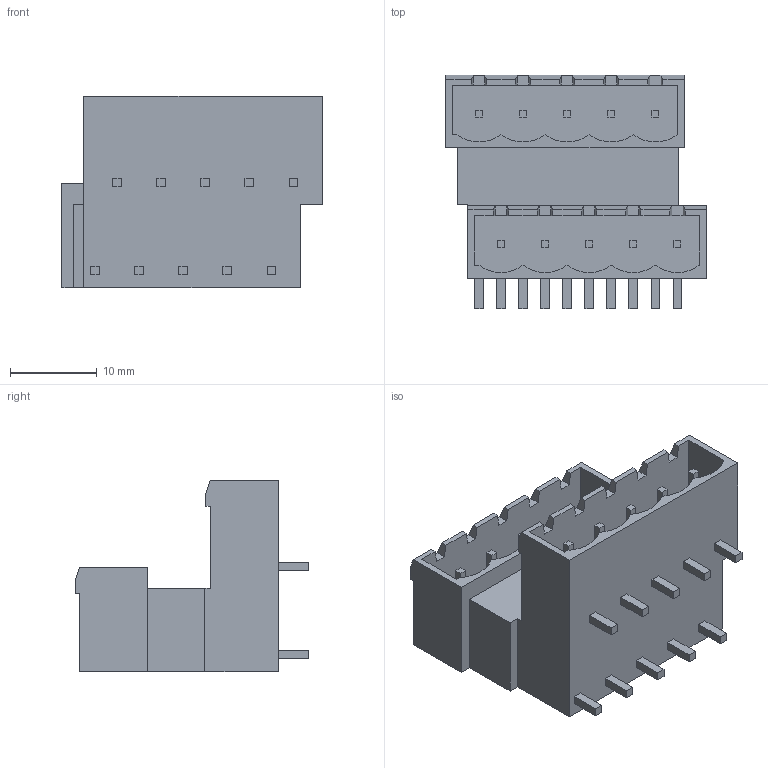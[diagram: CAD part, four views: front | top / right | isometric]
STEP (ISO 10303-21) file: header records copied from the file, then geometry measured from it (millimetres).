
FILE_DESCRIPTION((''),'2;1');
FILE_NAME('C-284061-5','2008-08-08T',('workeradm'),('Tyco Electronics Corporation'),'PRO/ENGINEER BY PARAMETRIC TECHNOLOGY CORPORATION, 2005450','PRO/ENGINEER BY PARAMETRIC TECHNOLOGY CORPORATION, 2005450','');
FILE_SCHEMA(('CONFIG_CONTROL_DESIGN', 'GEOMETRIC_VALIDATION_PROPERTIES_MIM'));
Length unit declared in the file: millimetre
Products named in the file (1): C-284061-5
Bounding box: 29.98 x 26.9 x 22.1 mm (x, y, z)
Volume: 6588.9 mm3; surface area: 4583.4 mm2
Topology: 1 solids, 1 shells, 191 faces, 487 edges, 318 vertices
Faces by surface type: plane 181, cylinder 10
Entity records: 5770 total; most frequent: CARTESIAN_POINT 997, ORIENTED_EDGE 974, DIRECTION 889, EDGE_CURVE 487, VECTOR 467, LINE 467, VERTEX_POINT 318, AXIS2_PLACEMENT_3D 211
